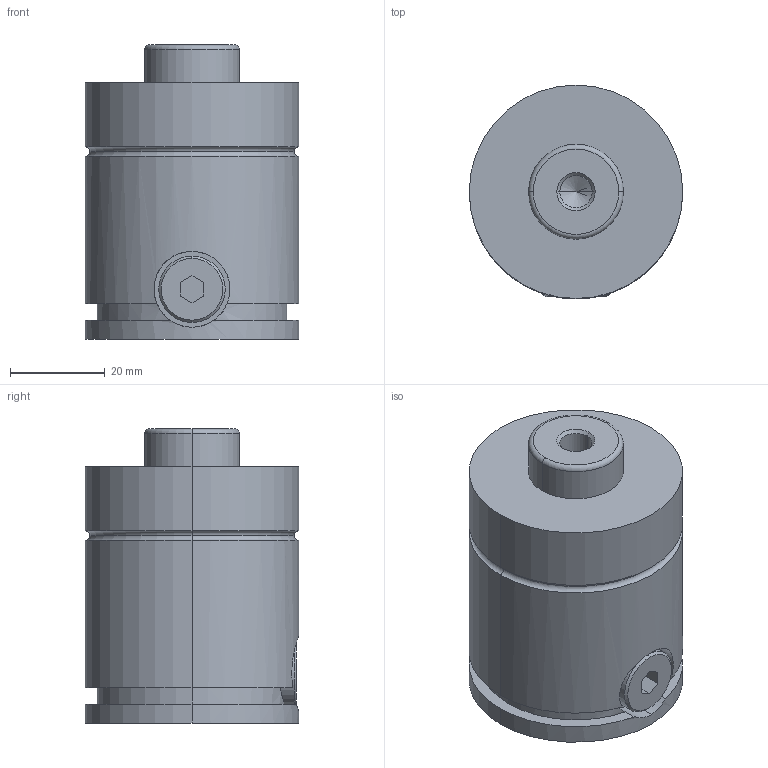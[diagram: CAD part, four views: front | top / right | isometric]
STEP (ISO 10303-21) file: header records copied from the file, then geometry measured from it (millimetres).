
FILE_DESCRIPTION (( 'STEP AP203' ), '1' );
FILE_NAME ('H 00500_006.step', '2018-11-27T18:27:10', ( '' ), ( '' ), 'SwSTEP 2.0', 'SolidWorks 2016', '' );
FILE_SCHEMA (( 'CONFIG_CONTROL_DESIGN' ));
Length unit declared in the file: millimetre
Products named in the file (1): H 00500_006
Bounding box: 45 x 45 x 62 mm (x, y, z)
Volume: 85083.2 mm3; surface area: 13411 mm2
Topology: 1 solids, 1 shells, 55 faces, 128 edges, 75 vertices
Faces by surface type: cylinder 21, cone 14, plane 14, torus 6
Entity records: 1672 total; most frequent: CARTESIAN_POINT 336, DIRECTION 288, ORIENTED_EDGE 244, EDGE_CURVE 122, AXIS2_PLACEMENT_3D 116, VERTEX_POINT 75, EDGE_LOOP 61, CIRCLE 60
